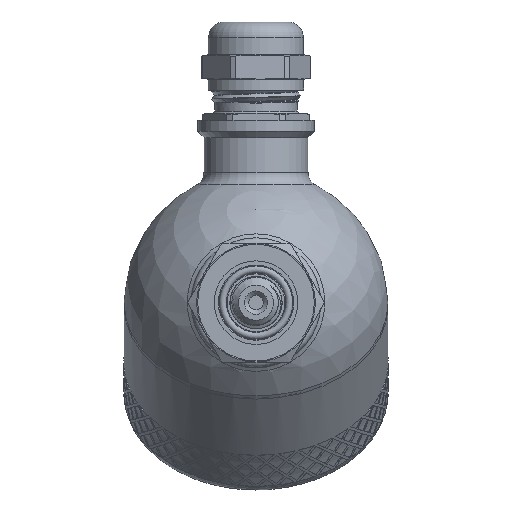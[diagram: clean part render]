
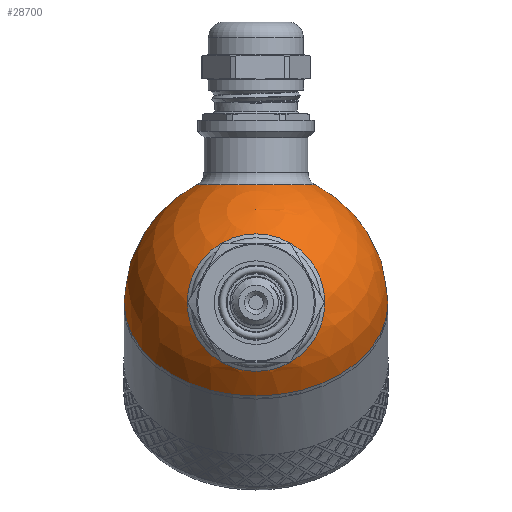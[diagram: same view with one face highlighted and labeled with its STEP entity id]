
A CAD part, left-side view. The second image highlights one B-rep face of the part: STEP entity #28700.
In plain terms, the highlighted spherical face has radius 30 mm.
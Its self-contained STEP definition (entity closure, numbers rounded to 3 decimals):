
#145=SPHERICAL_SURFACE('',#30521,30.);
#284=FACE_BOUND('',#4200,.T.);
#285=FACE_BOUND('',#4201,.T.);
#2356=FACE_OUTER_BOUND('',#4199,.T.);
#4199=EDGE_LOOP('',(#20672,#20673,#20674,#20675));
#4200=EDGE_LOOP('',(#20676));
#4201=EDGE_LOOP('',(#20677));
#5953=CIRCLE('',#30443,30.);
#5954=CIRCLE('',#30444,30.);
#5981=CIRCLE('',#30517,13.5);
#5984=CIRCLE('',#30522,30.);
#5985=CIRCLE('',#30523,15.643);
#11321=VERTEX_POINT('',#37784);
#11322=VERTEX_POINT('',#37786);
#11821=VERTEX_POINT('',#44173);
#11823=VERTEX_POINT('',#44180);
#11824=VERTEX_POINT('',#44182);
#14407=EDGE_CURVE('',#11321,#11322,#5953,.T.);
#14408=EDGE_CURVE('',#11322,#11321,#5954,.T.);
#15159=EDGE_CURVE('',#11821,#11821,#5981,.T.);
#15162=EDGE_CURVE('',#11322,#11823,#5984,.T.);
#15163=EDGE_CURVE('',#11824,#11824,#5985,.T.);
#20672=ORIENTED_EDGE('',*,*,#14408,.F.);
#20673=ORIENTED_EDGE('',*,*,#15162,.T.);
#20674=ORIENTED_EDGE('',*,*,#15162,.F.);
#20675=ORIENTED_EDGE('',*,*,#14407,.F.);
#20676=ORIENTED_EDGE('',*,*,#15163,.F.);
#20677=ORIENTED_EDGE('',*,*,#15159,.F.);
#28700=ADVANCED_FACE('',(#2356,#284,#285),#145,.T.);
#30443=AXIS2_PLACEMENT_3D('',#37787,#32097,#32098);
#30444=AXIS2_PLACEMENT_3D('',#37788,#32099,#32100);
#30517=AXIS2_PLACEMENT_3D('',#44174,#32509,#32510);
#30521=AXIS2_PLACEMENT_3D('',#44179,#32517,#32518);
#30522=AXIS2_PLACEMENT_3D('',#44181,#32519,#32520);
#30523=AXIS2_PLACEMENT_3D('',#44183,#32521,#32522);
#32097=DIRECTION('center_axis',(1.,0.,0.));
#32098=DIRECTION('ref_axis',(0.,1.,0.));
#32099=DIRECTION('center_axis',(1.,0.,0.));
#32100=DIRECTION('ref_axis',(0.,1.,0.));
#32509=DIRECTION('center_axis',(-0.707,0.,-0.707));
#32510=DIRECTION('ref_axis',(-0.707,0.,0.707));
#32517=DIRECTION('center_axis',(1.,0.,0.));
#32518=DIRECTION('ref_axis',(0.,-1.,0.));
#32519=DIRECTION('center_axis',(0.,0.,1.));
#32520=DIRECTION('ref_axis',(0.,1.,0.));
#32521=DIRECTION('center_axis',(-0.707,0.,0.707));
#32522=DIRECTION('ref_axis',(0.707,0.,0.707));
#37784=CARTESIAN_POINT('',(0.,-30.,0.));
#37786=CARTESIAN_POINT('',(0.,30.,0.));
#37787=CARTESIAN_POINT('Origin',(0.,0.,0.));
#37788=CARTESIAN_POINT('Origin',(0.,0.,0.));
#44173=CARTESIAN_POINT('',(-9.398,0.,-28.49));
#44174=CARTESIAN_POINT('Origin',(-18.944,0.,-18.944));
#44179=CARTESIAN_POINT('Origin',(0.,0.,0.));
#44180=CARTESIAN_POINT('',(-30.,0.,0.));
#44181=CARTESIAN_POINT('Origin',(0.,0.,0.));
#44182=CARTESIAN_POINT('',(-29.162,0.,7.04));
#44183=CARTESIAN_POINT('Origin',(-18.101,0.,18.101));
